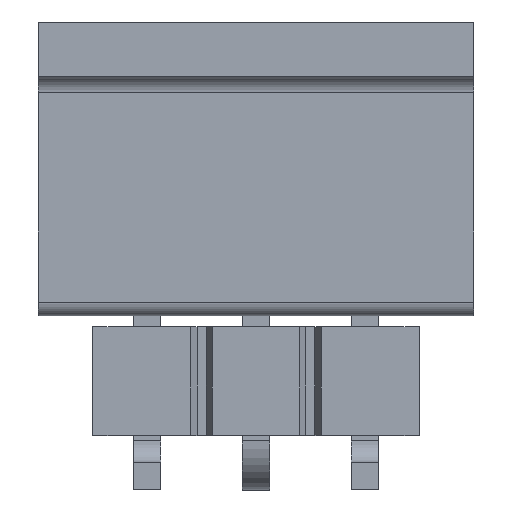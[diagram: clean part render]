
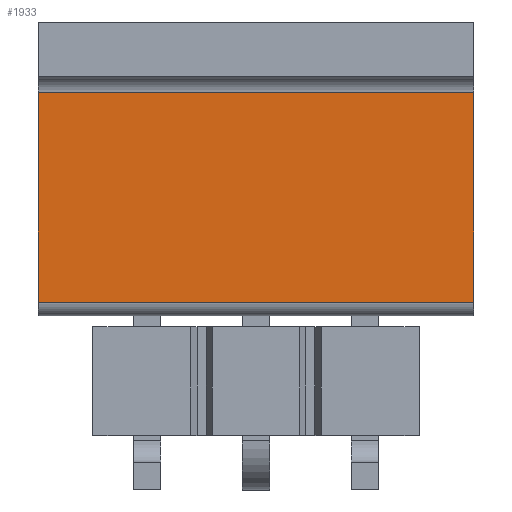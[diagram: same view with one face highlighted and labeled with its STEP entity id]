
A CAD part, top view. The second image highlights one B-rep face of the part: STEP entity #1933.
In plain terms, the highlighted planar face has unit normal (0, 0, 1).
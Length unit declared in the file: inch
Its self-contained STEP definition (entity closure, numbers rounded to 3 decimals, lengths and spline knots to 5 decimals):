
#275=ORIENTED_EDGE('',*,*,#729,.T.);
#276=ORIENTED_EDGE('',*,*,#730,.F.);
#277=ORIENTED_EDGE('',*,*,#731,.F.);
#278=ORIENTED_EDGE('',*,*,#727,.T.);
#727=EDGE_CURVE('',#970,#969,#1186,.T.);
#729=EDGE_CURVE('',#969,#971,#1187,.T.);
#730=EDGE_CURVE('',#972,#971,#1188,.T.);
#731=EDGE_CURVE('',#970,#972,#1189,.T.);
#969=VERTEX_POINT('',#2877);
#970=VERTEX_POINT('',#2879);
#971=VERTEX_POINT('',#2883);
#972=VERTEX_POINT('',#2885);
#1186=LINE('',#2878,#1440);
#1187=LINE('',#2882,#1441);
#1188=LINE('',#2884,#1442);
#1189=LINE('',#2886,#1443);
#1440=VECTOR('',#2341,39.37008);
#1441=VECTOR('',#2346,39.37008);
#1442=VECTOR('',#2347,39.37008);
#1443=VECTOR('',#2348,39.37008);
#1634=EDGE_LOOP('',(#275,#276,#277,#278));
#1742=FACE_BOUND('',#1634,.T.);
#1843=PLANE('',#2073);
#1933=ADVANCED_FACE('',(#1742),#1843,.F.);
#2073=AXIS2_PLACEMENT_3D('',#2881,#2344,#2345);
#2341=DIRECTION('',(-1.,0.,0.));
#2344=DIRECTION('',(0.,0.,-1.));
#2345=DIRECTION('',(-1.,0.,0.));
#2346=DIRECTION('',(0.,-1.,0.));
#2347=DIRECTION('',(-1.,0.,0.));
#2348=DIRECTION('',(0.,-1.,0.));
#2877=CARTESIAN_POINT('',(-0.2,-0.065,0.04102));
#2878=CARTESIAN_POINT('',(0.2,-0.065,0.04102));
#2879=CARTESIAN_POINT('',(0.2,-0.065,0.04102));
#2881=CARTESIAN_POINT('',(0.2,-0.065,0.04102));
#2882=CARTESIAN_POINT('',(-0.2,-0.065,0.04102));
#2883=CARTESIAN_POINT('',(-0.2,-0.2575,0.04102));
#2884=CARTESIAN_POINT('',(0.2,-0.2575,0.04102));
#2885=CARTESIAN_POINT('',(0.2,-0.2575,0.04102));
#2886=CARTESIAN_POINT('',(0.2,-0.065,0.04102));
